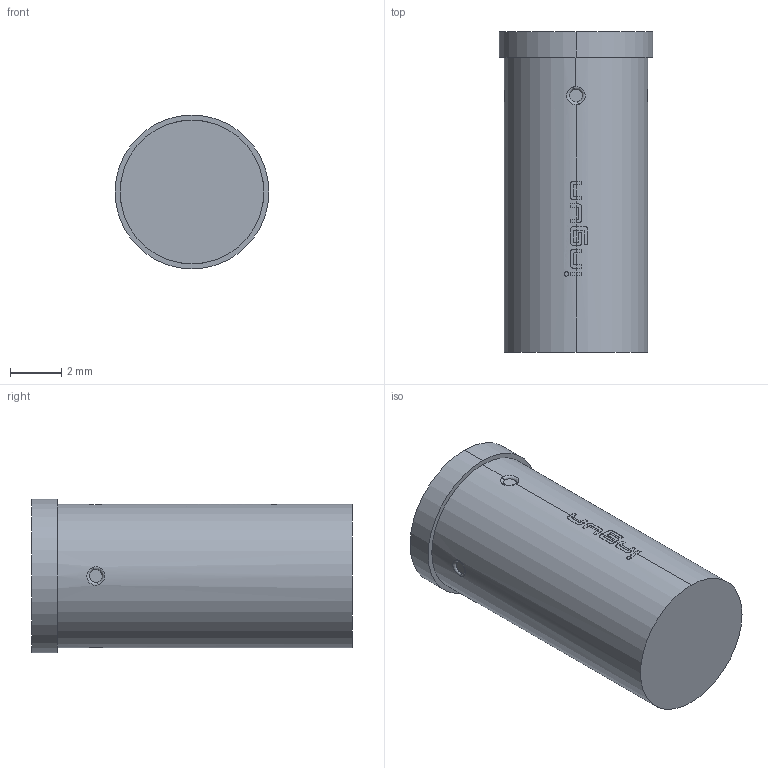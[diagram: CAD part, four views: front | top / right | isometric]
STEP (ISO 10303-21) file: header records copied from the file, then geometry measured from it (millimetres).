
FILE_DESCRIPTION (( 'STEP AP203' ), '1' );
FILE_NAME ('INGUN_KS-364_125.STEP', '2021-02-05T07:20:53', ( '' ), ( '' ), 'SwSTEP 2.0', 'SolidWorks 2018', '' );
FILE_SCHEMA (( 'CONFIG_CONTROL_DESIGN' ));
Length unit declared in the file: millimetre
Products named in the file (1): INGUN_KS-364_125
Bounding box: 6 x 12.5 x 6 mm (x, y, z)
Volume: 311.4 mm3; surface area: 278.2 mm2
Topology: 1 solids, 1 shells, 100 faces, 282 edges, 188 vertices
Faces by surface type: plane 47, bspline 30, cylinder 23
Entity records: 3884 total; most frequent: CARTESIAN_POINT 1406, ORIENTED_EDGE 564, DIRECTION 426, EDGE_CURVE 282, VERTEX_POINT 188, AXIS2_PLACEMENT_3D 171, EDGE_LOOP 104, FACE_OUTER_BOUND 100
